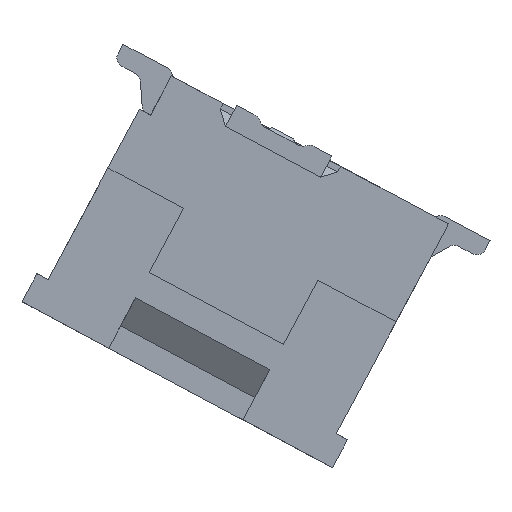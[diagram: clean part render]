
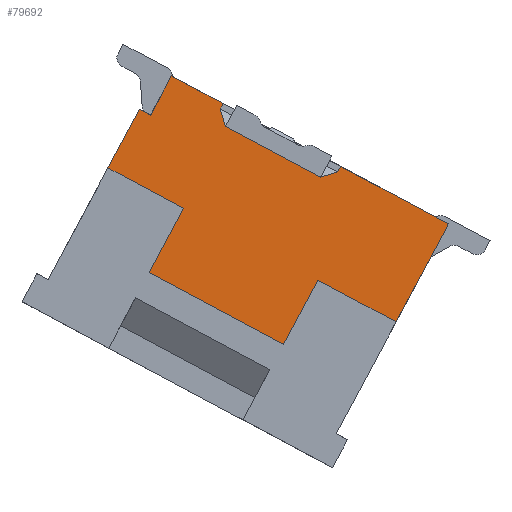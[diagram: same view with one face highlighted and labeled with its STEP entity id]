
A CAD part, front view. The second image highlights one B-rep face of the part: STEP entity #79692.
In plain terms, the highlighted planar face has unit normal (0, -1, 0).
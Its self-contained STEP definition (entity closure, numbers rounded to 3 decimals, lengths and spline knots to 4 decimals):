
#1274 = LINE ( 'NONE', #33121, #3074 ) ;
#3074 = VECTOR ( 'NONE', #84661, 1000. ) ;
#3288 = LINE ( 'NONE', #32339, #107537 ) ;
#5437 = EDGE_CURVE ( 'NONE', #77305, #12110, #69430, .T. ) ;
#8327 = CARTESIAN_POINT ( 'NONE',  ( 8.2315, -2.2, -1.129 ) ) ;
#9265 = VECTOR ( 'NONE', #46321, 1000. ) ;
#9436 = VERTEX_POINT ( 'NONE', #102153 ) ;
#9736 = CARTESIAN_POINT ( 'NONE',  ( 9.4663, -2.2, -1.7889 ) ) ;
#9852 = CARTESIAN_POINT ( 'NONE',  ( 9.4909, -2.2, -1.8021 ) ) ;
#9935 = CARTESIAN_POINT ( 'NONE',  ( 5.9256, -2.2, 2.0878 ) ) ;
#10130 = CARTESIAN_POINT ( 'NONE',  ( 4.9243, -2.2, 0.6387 ) ) ;
#10535 = VECTOR ( 'NONE', #103592, 1000. ) ;
#10830 = EDGE_CURVE ( 'NONE', #71191, #103638, #3288, .T. ) ;
#11740 = LINE ( 'NONE', #21982, #9265 ) ;
#12110 = VERTEX_POINT ( 'NONE', #41405 ) ;
#12933 = ORIENTED_EDGE ( 'NONE', *, *, #66461, .F. ) ;
#16300 = VERTEX_POINT ( 'NONE', #66370 ) ;
#17356 = CARTESIAN_POINT ( 'NONE',  ( 5.5728, -2.2, -1.0119 ) ) ;
#17400 = LINE ( 'NONE', #9852, #53546 ) ;
#17440 = CARTESIAN_POINT ( 'NONE',  ( 8.5934, -2.2, 0.6619 ) ) ;
#18088 = CARTESIAN_POINT ( 'NONE',  ( 3.615, -2.2, -1.5925 ) ) ;
#18833 = DIRECTION ( 'NONE',  ( -0.471, 0., -0.882 ) ) ;
#18846 = DIRECTION ( 'NONE',  ( -0.882, 0., 0.471 ) ) ;
#21228 = CARTESIAN_POINT ( 'NONE',  ( 7.7318, -2.2, -2.1658 ) ) ;
#21982 = CARTESIAN_POINT ( 'NONE',  ( 5.8383, -2.2, 2.1345 ) ) ;
#22100 = EDGE_CURVE ( 'NONE', #31738, #43527, #81755, .T. ) ;
#23525 = EDGE_CURVE ( 'NONE', #33945, #9436, #101688, .T. ) ;
#24222 = VERTEX_POINT ( 'NONE', #9736 ) ;
#24797 = DIRECTION ( 'NONE',  ( 0.882, 0., -0.471 ) ) ;
#25819 = ORIENTED_EDGE ( 'NONE', *, *, #50588, .F. ) ;
#30548 = CARTESIAN_POINT ( 'NONE',  ( 5.5956, -2.2, 1.4705 ) ) ;
#31373 = CARTESIAN_POINT ( 'NONE',  ( 3.7058, -2.2, -1.6411 ) ) ;
#31738 = VERTEX_POINT ( 'NONE', #54477 ) ;
#31889 = DIRECTION ( 'NONE',  ( -0.471, 0., -0.882 ) ) ;
#32339 = CARTESIAN_POINT ( 'NONE',  ( 8.2424, -2.2, -1.1087 ) ) ;
#32515 = VERTEX_POINT ( 'NONE', #30548 ) ;
#33121 = CARTESIAN_POINT ( 'NONE',  ( 8.5983, -2.2, 0.671 ) ) ;
#33464 = VERTEX_POINT ( 'NONE', #47084 ) ;
#33945 = VERTEX_POINT ( 'NONE', #9935 ) ;
#34194 = VECTOR ( 'NONE', #93912, 1000. ) ;
#34732 = DIRECTION ( 'NONE',  ( 0., 1., 0. ) ) ;
#34779 = EDGE_LOOP ( 'NONE', ( #70748, #50959, #71464, #101350, #94969, #39614, #86361, #69685, #39627, #12933, #80823, #66409, #51843, #25819, #44900, #63070 ) ) ;
#36207 = VERTEX_POINT ( 'NONE', #73941 ) ;
#37866 = DIRECTION ( 'NONE',  ( -0.882, 0., 0.471 ) ) ;
#39452 = DIRECTION ( 'NONE',  ( 0.882, 0., -0.471 ) ) ;
#39614 = ORIENTED_EDGE ( 'NONE', *, *, #100876, .F. ) ;
#39627 = ORIENTED_EDGE ( 'NONE', *, *, #57779, .F. ) ;
#41405 = CARTESIAN_POINT ( 'NONE',  ( 8.5463, -2.2, 0.5737 ) ) ;
#42930 = CARTESIAN_POINT ( 'NONE',  ( 7.6895, -2.2, -2.1432 ) ) ;
#43160 = EDGE_CURVE ( 'NONE', #33464, #43527, #46361, .T. ) ;
#43173 = CARTESIAN_POINT ( 'NONE',  ( 8.5562, -2.2, 0.5767 ) ) ;
#43527 = VERTEX_POINT ( 'NONE', #10130 ) ;
#44221 = VERTEX_POINT ( 'NONE', #17440 ) ;
#44519 = AXIS2_PLACEMENT_3D ( 'NONE', #18088, #34732, #101438 ) ;
#44900 = ORIENTED_EDGE ( 'NONE', *, *, #78434, .F. ) ;
#46321 = DIRECTION ( 'NONE',  ( 0.882, 0., -0.471 ) ) ;
#46361 = LINE ( 'NONE', #71286, #82845 ) ;
#47084 = CARTESIAN_POINT ( 'NONE',  ( 6.1149, -2.2, 0.0023 ) ) ;
#47153 = CARTESIAN_POINT ( 'NONE',  ( 5.3284, -2.2, 1.6133 ) ) ;
#47788 = CARTESIAN_POINT ( 'NONE',  ( 6.6942, -2.2, 1.5636 ) ) ;
#49789 = EDGE_CURVE ( 'NONE', #12110, #44221, #1274, .T. ) ;
#50046 = CARTESIAN_POINT ( 'NONE',  ( 10.3312, -2.2, -0.1705 ) ) ;
#50588 = EDGE_CURVE ( 'NONE', #83612, #16300, #85681, .T. ) ;
#50709 = LINE ( 'NONE', #56783, #86679 ) ;
#50959 = ORIENTED_EDGE ( 'NONE', *, *, #89378, .F. ) ;
#51843 = ORIENTED_EDGE ( 'NONE', *, *, #80349, .F. ) ;
#53546 = VECTOR ( 'NONE', #18846, 1000. ) ;
#54477 = CARTESIAN_POINT ( 'NONE',  ( 5.4192, -2.2, 1.5647 ) ) ;
#55782 = VECTOR ( 'NONE', #37866, 1000. ) ;
#56783 = CARTESIAN_POINT ( 'NONE',  ( 8.3056, -2.2, 0.4756 ) ) ;
#57098 = VECTOR ( 'NONE', #39452, 1000. ) ;
#57779 = EDGE_CURVE ( 'NONE', #36207, #24222, #63328, .T. ) ;
#58606 = LINE ( 'NONE', #103472, #92993 ) ;
#59196 = VERTEX_POINT ( 'NONE', #17356 ) ;
#62202 = CARTESIAN_POINT ( 'NONE',  ( 6.7794, -2.2, 1.283 ) ) ;
#63070 = ORIENTED_EDGE ( 'NONE', *, *, #23525, .F. ) ;
#63081 = CARTESIAN_POINT ( 'NONE',  ( 6.6894, -2.2, 1.5545 ) ) ;
#63328 = LINE ( 'NONE', #50046, #99140 ) ;
#63647 = CARTESIAN_POINT ( 'NONE',  ( 5.562, -2.2, -1.0322 ) ) ;
#63781 = CARTESIAN_POINT ( 'NONE',  ( 8.2756, -2.2, 0.4916 ) ) ;
#65851 = VECTOR ( 'NONE', #72010, 1000. ) ;
#66370 = CARTESIAN_POINT ( 'NONE',  ( 6.7764, -2.2, 1.2929 ) ) ;
#66409 = ORIENTED_EDGE ( 'NONE', *, *, #5437, .F. ) ;
#66461 = EDGE_CURVE ( 'NONE', #44221, #36207, #11740, .T. ) ;
#67000 = VECTOR ( 'NONE', #31889, 1000. ) ;
#67103 = EDGE_CURVE ( 'NONE', #24222, #71191, #17400, .T. ) ;
#69430 = LINE ( 'NONE', #43173, #34194 ) ;
#69685 = ORIENTED_EDGE ( 'NONE', *, *, #67103, .F. ) ;
#70748 = ORIENTED_EDGE ( 'NONE', *, *, #104337, .F. ) ;
#71191 = VERTEX_POINT ( 'NONE', #8327 ) ;
#71286 = CARTESIAN_POINT ( 'NONE',  ( 6.1387, -2.2, -0.0104 ) ) ;
#71464 = ORIENTED_EDGE ( 'NONE', *, *, #22100, .T. ) ;
#72010 = DIRECTION ( 'NONE',  ( 0.471, 0., 0.882 ) ) ;
#73941 = CARTESIAN_POINT ( 'NONE',  ( 10.2912, -2.2, -0.2455 ) ) ;
#76321 = DIRECTION ( 'NONE',  ( -0.882, 0., 0.471 ) ) ;
#77305 = VERTEX_POINT ( 'NONE', #63781 ) ;
#78434 = EDGE_CURVE ( 'NONE', #9436, #83612, #100467, .T. ) ;
#79061 = FACE_OUTER_BOUND ( 'NONE', #34779, .T. ) ;
#79692 = ADVANCED_FACE ( 'NONE', ( #79061 ), #92426, .F. ) ;
#80349 = EDGE_CURVE ( 'NONE', #16300, #77305, #50709, .T. ) ;
#80823 = ORIENTED_EDGE ( 'NONE', *, *, #49789, .F. ) ;
#81755 = LINE ( 'NONE', #31373, #10535 ) ;
#82845 = VECTOR ( 'NONE', #76321, 1000. ) ;
#83612 = VERTEX_POINT ( 'NONE', #47788 ) ;
#83903 = VECTOR ( 'NONE', #86572, 1000. ) ;
#84661 = DIRECTION ( 'NONE',  ( 0.471, 0., 0.882 ) ) ;
#85681 = LINE ( 'NONE', #62202, #83903 ) ;
#86361 = ORIENTED_EDGE ( 'NONE', *, *, #10830, .F. ) ;
#86572 = DIRECTION ( 'NONE',  ( 0.29, 0., -0.957 ) ) ;
#86679 = VECTOR ( 'NONE', #24797, 1000. ) ;
#87530 = DIRECTION ( 'NONE',  ( 0.471, 0., 0.882 ) ) ;
#88283 = DIRECTION ( 'NONE',  ( 0.882, 0., -0.471 ) ) ;
#89250 = LINE ( 'NONE', #21228, #55782 ) ;
#89378 = EDGE_CURVE ( 'NONE', #31738, #32515, #92859, .T. ) ;
#92426 = PLANE ( 'NONE',  #44519 ) ;
#92859 = LINE ( 'NONE', #47153, #57098 ) ;
#92993 = VECTOR ( 'NONE', #87530, 1000. ) ;
#93912 = DIRECTION ( 'NONE',  ( 0.957, 0., 0.29 ) ) ;
#94969 = ORIENTED_EDGE ( 'NONE', *, *, #95911, .F. ) ;
#95911 = EDGE_CURVE ( 'NONE', #59196, #33464, #101633, .T. ) ;
#97287 = CARTESIAN_POINT ( 'NONE',  ( 5.8383, -2.2, 2.1345 ) ) ;
#99050 = DIRECTION ( 'NONE',  ( -0.471, 0., -0.882 ) ) ;
#99140 = VECTOR ( 'NONE', #18833, 1000. ) ;
#100467 = LINE ( 'NONE', #63081, #67000 ) ;
#100876 = EDGE_CURVE ( 'NONE', #103638, #59196, #89250, .T. ) ;
#101350 = ORIENTED_EDGE ( 'NONE', *, *, #43160, .F. ) ;
#101438 = DIRECTION ( 'NONE',  ( 1., 0., 0. ) ) ;
#101633 = LINE ( 'NONE', #63647, #65851 ) ;
#101688 = LINE ( 'NONE', #97287, #104044 ) ;
#102153 = CARTESIAN_POINT ( 'NONE',  ( 6.7414, -2.2, 1.6518 ) ) ;
#103472 = CARTESIAN_POINT ( 'NONE',  ( 5.589, -2.2, 1.4581 ) ) ;
#103592 = DIRECTION ( 'NONE',  ( -0.471, 0., -0.882 ) ) ;
#103638 = VERTEX_POINT ( 'NONE', #42930 ) ;
#104044 = VECTOR ( 'NONE', #88283, 1000. ) ;
#104337 = EDGE_CURVE ( 'NONE', #32515, #33945, #58606, .T. ) ;
#107537 = VECTOR ( 'NONE', #99050, 1000. ) ;
